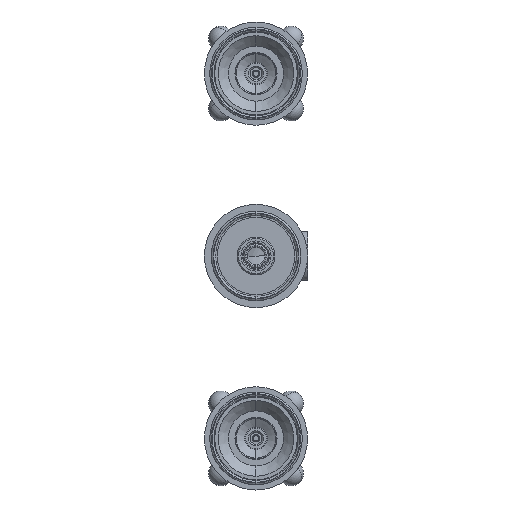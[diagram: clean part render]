
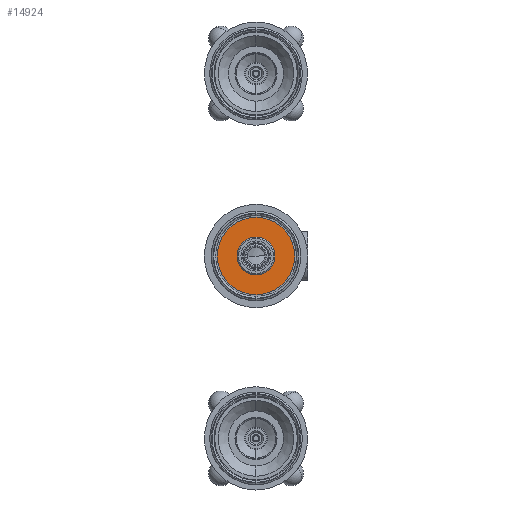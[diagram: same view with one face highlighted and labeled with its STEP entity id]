
A CAD part, left-side view. The second image highlights one B-rep face of the part: STEP entity #14924.
In plain terms, the highlighted planar face has unit normal (-1, 0, 0).
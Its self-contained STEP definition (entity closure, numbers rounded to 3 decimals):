
#9754=CARTESIAN_POINT('',(-9.569,-5.531,
0.));
#9755=DIRECTION('',(-1.,0.,0.));
#9756=DIRECTION('',(0.,-1.,0.));
#9757=AXIS2_PLACEMENT_3D('',#9754,#9755,#9756);
#9759=CARTESIAN_POINT('',(-9.569,-5.531,
0.));
#9760=DIRECTION('',(-1.,0.,0.));
#9761=DIRECTION('',(0.,0.,-1.));
#9762=AXIS2_PLACEMENT_3D('',#9759,#9760,#9761);
#9764=CARTESIAN_POINT('',(-9.569,-5.531,
0.));
#9765=DIRECTION('',(-1.,0.,0.));
#9766=DIRECTION('',(0.,1.,0.));
#9767=AXIS2_PLACEMENT_3D('',#9764,#9765,#9766);
#9769=CARTESIAN_POINT('',(-9.569,-5.531,
0.));
#9770=DIRECTION('',(-1.,0.,0.));
#9771=DIRECTION('',(0.,0.,1.));
#9772=AXIS2_PLACEMENT_3D('',#9769,#9770,#9771);
#9774=CARTESIAN_POINT('',(-9.569,-5.531,
0.));
#9775=DIRECTION('',(1.,0.,0.));
#9776=DIRECTION('',(0.,0.,1.));
#9777=AXIS2_PLACEMENT_3D('',#9774,#9775,#9776);
#9779=CARTESIAN_POINT('',(-9.569,-5.531,
0.));
#9780=DIRECTION('',(1.,0.,0.));
#9781=DIRECTION('',(0.,0.,-1.));
#9782=AXIS2_PLACEMENT_3D('',#9779,#9780,#9781);
#10031=CARTESIAN_POINT('',(-9.569,-5.531,-10.));
#10033=VERTEX_POINT('',#10031);
#10035=CARTESIAN_POINT('',(-9.569,-5.531,10.));
#10037=VERTEX_POINT('',#10035);
#10058=CARTESIAN_POINT('',(-9.569,-5.531,22.5));
#10060=VERTEX_POINT('',#10058);
#10062=CARTESIAN_POINT('',(-9.569,-5.531,-22.5));
#10064=VERTEX_POINT('',#10062);
#10065=CARTESIAN_POINT('',(-9.569,16.969,
0.));
#10066=VERTEX_POINT('',#10065);
#10069=CARTESIAN_POINT('',(-9.569,-28.031,
0.));
#10070=VERTEX_POINT('',#10069);
#14905=CARTESIAN_POINT('',(-9.569,-5.531,30.));
#14906=DIRECTION('',(-1.,0.,0.));
#14907=DIRECTION('',(0.,0.,1.));
#14908=AXIS2_PLACEMENT_3D('',#14905,#14906,#14907);
#14909=PLANE('',#14908);
#14911=ORIENTED_EDGE('',*,*,#14910,.F.);
#14913=ORIENTED_EDGE('',*,*,#14912,.F.);
#14915=ORIENTED_EDGE('',*,*,#14914,.F.);
#14917=ORIENTED_EDGE('',*,*,#14916,.F.);
#14918=EDGE_LOOP('',(#14911,#14913,#14915,#14917));
#14919=FACE_OUTER_BOUND('',#14918,.F.);
#14920=ORIENTED_EDGE('',*,*,#14899,.F.);
#14921=ORIENTED_EDGE('',*,*,#14885,.F.);
#14922=EDGE_LOOP('',(#14920,#14921));
#14923=FACE_BOUND('',#14922,.F.);
#14924=ADVANCED_FACE('',(#14919,#14923),#14909,.T.);
#9758=CIRCLE('',#9757,22.5);
#9763=CIRCLE('',#9762,22.5);
#9768=CIRCLE('',#9767,22.5);
#9773=CIRCLE('',#9772,22.5);
#9778=CIRCLE('',#9777,10.);
#9783=CIRCLE('',#9782,10.);
#14885=EDGE_CURVE('',#10033,#10037,#9783,.T.);
#14899=EDGE_CURVE('',#10037,#10033,#9778,.T.);
#14910=EDGE_CURVE('',#10070,#10060,#9758,.T.);
#14912=EDGE_CURVE('',#10064,#10070,#9763,.T.);
#14914=EDGE_CURVE('',#10066,#10064,#9768,.T.);
#14916=EDGE_CURVE('',#10060,#10066,#9773,.T.);
